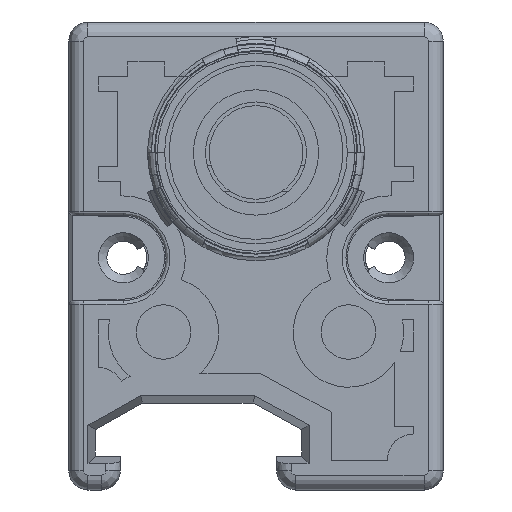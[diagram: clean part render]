
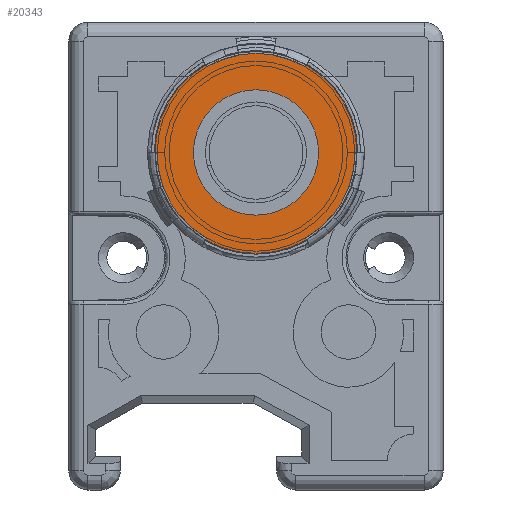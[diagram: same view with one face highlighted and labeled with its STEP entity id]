
A CAD part, front view. The second image highlights one B-rep face of the part: STEP entity #20343.
In plain terms, the highlighted planar face has unit normal (0, -1, 0).
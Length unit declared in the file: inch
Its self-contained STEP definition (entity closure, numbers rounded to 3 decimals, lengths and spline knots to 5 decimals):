
#5892=CARTESIAN_POINT('',(0.,-0.98425,0.90157));
#5893=DIRECTION('',(0.,-1.,0.));
#5894=DIRECTION('',(0.5,0.,-0.866));
#5895=AXIS2_PLACEMENT_3D('',#5892,#5893,#5894);
#5930=DIRECTION('',(-1.,0.,0.001));
#5931=VECTOR('',#5930,0.00492);
#5932=CARTESIAN_POINT('',(-0.26476,-0.98425,
0.90172));
#5933=LINE('',#5932,#5931);
#5934=CARTESIAN_POINT('',(0.,-0.98425,0.90157));
#5935=DIRECTION('',(0.,-1.,0.));
#5936=DIRECTION('',(-0.5,0.,0.866));
#5937=AXIS2_PLACEMENT_3D('',#5934,#5935,#5936);
#5939=DIRECTION('',(-0.501,0.,0.866));
#5940=VECTOR('',#5939,0.00492);
#5941=CARTESIAN_POINT('',(-0.13238,-0.98425,
1.13087));
#5942=LINE('',#5941,#5940);
#5943=DIRECTION('',(0.499,0.,0.866));
#5944=VECTOR('',#5943,0.00492);
#5945=CARTESIAN_POINT('',(0.13238,-0.98425,
1.13087));
#5946=LINE('',#5945,#5944);
#5947=CARTESIAN_POINT('',(0.,-0.98425,0.90157));
#5948=DIRECTION('',(0.,-1.,0.));
#5949=DIRECTION('',(1.,0.,0.));
#5950=AXIS2_PLACEMENT_3D('',#5947,#5948,#5949);
#5952=DIRECTION('',(1.,0.,0.));
#5953=VECTOR('',#5952,0.00492);
#5954=CARTESIAN_POINT('',(0.26476,-0.98425,
0.90157));
#5955=LINE('',#5954,#5953);
#5956=DIRECTION('',(0.501,0.,-0.866));
#5957=VECTOR('',#5956,0.00492);
#5958=CARTESIAN_POINT('',(0.13238,-0.98425,
0.67228));
#5959=LINE('',#5958,#5957);
#5960=CARTESIAN_POINT('',(0.,-0.98425,0.90157));
#5961=DIRECTION('',(0.,-1.,0.));
#5962=DIRECTION('',(-0.5,0.,-0.866));
#5963=AXIS2_PLACEMENT_3D('',#5960,#5961,#5962);
#5965=DIRECTION('',(-0.501,0.,-0.866));
#5966=VECTOR('',#5965,0.00492);
#5967=CARTESIAN_POINT('',(-0.13238,-0.98425,
0.67228));
#5968=LINE('',#5967,#5966);
#5969=CARTESIAN_POINT('',(0.,-0.98425,0.90157));
#5970=DIRECTION('',(0.,-1.,0.));
#5971=DIRECTION('',(-0.866,0.,0.5));
#5972=AXIS2_PLACEMENT_3D('',#5969,#5970,#5971);
#5974=CARTESIAN_POINT('',(0.,-0.98425,0.90157));
#5975=DIRECTION('',(0.,-1.,0.));
#5976=DIRECTION('',(0.866,0.,-0.5));
#5977=AXIS2_PLACEMENT_3D('',#5974,#5975,#5976);
#5979=CARTESIAN_POINT('',(0.,-0.98425,0.90157));
#5980=DIRECTION('',(0.,-1.,0.));
#5981=DIRECTION('',(-1.,0.,0.001));
#5982=AXIS2_PLACEMENT_3D('',#5979,#5980,#5981);
#7238=CARTESIAN_POINT('',(0.,-0.98425,0.90157));
#7239=DIRECTION('',(0.,-1.,0.));
#7240=DIRECTION('',(0.5,0.,0.866));
#7241=AXIS2_PLACEMENT_3D('',#7238,#7239,#7240);
#11936=CARTESIAN_POINT('',(0.13484,-0.98425,
1.13513));
#11938=VERTEX_POINT('',#11936);
#11940=CARTESIAN_POINT('',(0.13238,-0.98425,
0.67228));
#11941=CARTESIAN_POINT('',(0.13484,-0.98425,
0.66802));
#11942=VERTEX_POINT('',#11940);
#11943=VERTEX_POINT('',#11941);
#11948=CARTESIAN_POINT('',(0.26476,-0.98425,
0.90157));
#11949=CARTESIAN_POINT('',(0.26968,-0.98425,
0.90157));
#11950=VERTEX_POINT('',#11948);
#11951=VERTEX_POINT('',#11949);
#11964=CARTESIAN_POINT('',(-0.13484,-0.98425,
0.66802));
#11965=VERTEX_POINT('',#11964);
#11976=CARTESIAN_POINT('',(0.13238,-0.98425,
1.13087));
#11977=VERTEX_POINT('',#11976);
#11980=CARTESIAN_POINT('',(-0.13238,-0.98425,
1.13087));
#11981=CARTESIAN_POINT('',(-0.13484,-0.98425,
1.13513));
#11982=VERTEX_POINT('',#11980);
#11983=VERTEX_POINT('',#11981);
#12012=CARTESIAN_POINT('',(-0.14491,-0.98425,
0.98524));
#12013=CARTESIAN_POINT('',(0.14491,-0.98425,
0.81791));
#12014=VERTEX_POINT('',#12012);
#12015=VERTEX_POINT('',#12013);
#12028=CARTESIAN_POINT('',(-0.26476,-0.98425,
0.90172));
#12029=CARTESIAN_POINT('',(-0.26968,-0.98425,
0.90172));
#12030=VERTEX_POINT('',#12028);
#12031=VERTEX_POINT('',#12029);
#12036=CARTESIAN_POINT('',(-0.13238,-0.98425,
0.67228));
#12037=VERTEX_POINT('',#12036);
#20308=CARTESIAN_POINT('',(0.,-0.98425,0.90157));
#20309=DIRECTION('',(0.,-1.,0.));
#20310=DIRECTION('',(-0.5,0.,-0.866));
#20311=AXIS2_PLACEMENT_3D('',#20308,#20309,#20310);
#20312=PLANE('',#20311);
#20314=ORIENTED_EDGE('',*,*,#20313,.F.);
#20316=ORIENTED_EDGE('',*,*,#20315,.T.);
#20318=ORIENTED_EDGE('',*,*,#20317,.F.);
#20320=ORIENTED_EDGE('',*,*,#20319,.F.);
#20322=ORIENTED_EDGE('',*,*,#20321,.F.);
#20324=ORIENTED_EDGE('',*,*,#20323,.T.);
#20326=ORIENTED_EDGE('',*,*,#20325,.F.);
#20328=ORIENTED_EDGE('',*,*,#20327,.F.);
#20329=ORIENTED_EDGE('',*,*,#20238,.F.);
#20330=ORIENTED_EDGE('',*,*,#20298,.T.);
#20332=ORIENTED_EDGE('',*,*,#20331,.F.);
#20334=ORIENTED_EDGE('',*,*,#20333,.F.);
#20335=EDGE_LOOP('',(#20314,#20316,#20318,#20320,#20322,#20324,#20326,#20328,
#20329,#20330,#20332,#20334));
#20336=FACE_OUTER_BOUND('',#20335,.F.);
#20338=ORIENTED_EDGE('',*,*,#20337,.T.);
#20340=ORIENTED_EDGE('',*,*,#20339,.T.);
#20341=EDGE_LOOP('',(#20338,#20340));
#20342=FACE_BOUND('',#20341,.F.);
#20343=ADVANCED_FACE('',(#20336,#20342),#20312,.T.);
#5896=CIRCLE('',#5895,0.26476);
#5938=CIRCLE('',#5937,0.26969);
#5951=CIRCLE('',#5950,0.26969);
#5964=CIRCLE('',#5963,0.26969);
#5973=CIRCLE('',#5972,0.16732);
#5978=CIRCLE('',#5977,0.16732);
#5983=CIRCLE('',#5982,0.26476);
#7242=CIRCLE('',#7241,0.26476);
#20238=EDGE_CURVE('',#11942,#11950,#5896,.T.);
#20298=EDGE_CURVE('',#11942,#11943,#5959,.T.);
#20313=EDGE_CURVE('',#12030,#12037,#5983,.T.);
#20315=EDGE_CURVE('',#12030,#12031,#5933,.T.);
#20317=EDGE_CURVE('',#11983,#12031,#5938,.T.);
#20319=EDGE_CURVE('',#11982,#11983,#5942,.T.);
#20321=EDGE_CURVE('',#11977,#11982,#7242,.T.);
#20323=EDGE_CURVE('',#11977,#11938,#5946,.T.);
#20325=EDGE_CURVE('',#11951,#11938,#5951,.T.);
#20327=EDGE_CURVE('',#11950,#11951,#5955,.T.);
#20331=EDGE_CURVE('',#11965,#11943,#5964,.T.);
#20333=EDGE_CURVE('',#12037,#11965,#5968,.T.);
#20337=EDGE_CURVE('',#12014,#12015,#5973,.T.);
#20339=EDGE_CURVE('',#12015,#12014,#5978,.T.);
